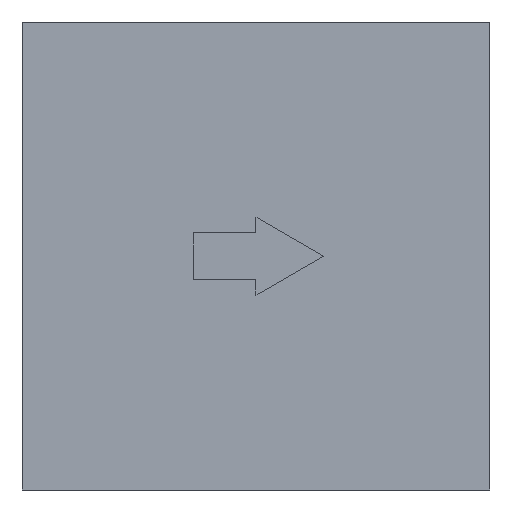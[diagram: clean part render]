
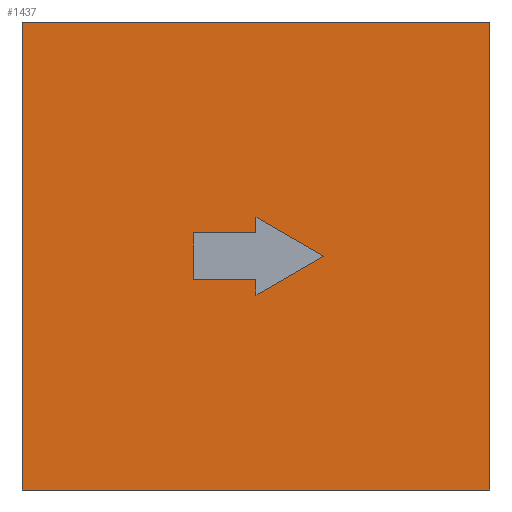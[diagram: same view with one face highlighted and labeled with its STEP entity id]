
A CAD part, left-side view. The second image highlights one B-rep face of the part: STEP entity #1437.
In plain terms, the highlighted planar face has unit normal (-1, 0, 0).
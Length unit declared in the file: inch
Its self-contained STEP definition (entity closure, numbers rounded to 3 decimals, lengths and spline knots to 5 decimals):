
#46 = ORIENTED_EDGE ( 'NONE', *, *, #1890, .F. ) ;
#73 = PLANE ( 'NONE',  #2757 ) ;
#84 = LINE ( 'NONE', #1728, #2118 ) ;
#92 = ORIENTED_EDGE ( 'NONE', *, *, #219, .F. ) ;
#94 = VECTOR ( 'NONE', #1972, 39.37008 ) ;
#115 = LINE ( 'NONE', #1258, #336 ) ;
#138 = CARTESIAN_POINT ( 'NONE',  ( -6.75, 0., -1.5 ) ) ;
#150 = ORIENTED_EDGE ( 'NONE', *, *, #1616, .F. ) ;
#219 = EDGE_CURVE ( 'NONE', #2662, #1625, #115, .T. ) ;
#326 = DIRECTION ( 'NONE',  ( 0., 0., -1. ) ) ;
#336 = VECTOR ( 'NONE', #326, 39.37008 ) ;
#346 = CARTESIAN_POINT ( 'NONE',  ( -6.75, 0.75, -0.825 ) ) ;
#379 = EDGE_CURVE ( 'NONE', #2679, #2420, #2610, .T. ) ;
#386 = ORIENTED_EDGE ( 'NONE', *, *, #1694, .F. ) ;
#460 = ORIENTED_EDGE ( 'NONE', *, *, #2301, .F. ) ;
#473 = VECTOR ( 'NONE', #2460, 39.37008 ) ;
#488 = CARTESIAN_POINT ( 'NONE',  ( -6.75, 0.53349, -0.75 ) ) ;
#539 = CARTESIAN_POINT ( 'NONE',  ( -6.75, 1.5, 0. ) ) ;
#550 = ORIENTED_EDGE ( 'NONE', *, *, #871, .F. ) ;
#582 = CARTESIAN_POINT ( 'NONE',  ( -6.75, 0., 0. ) ) ;
#671 = VECTOR ( 'NONE', #1081, 39.37008 ) ;
#763 = VERTEX_POINT ( 'NONE', #1227 ) ;
#797 = CARTESIAN_POINT ( 'NONE',  ( -6.75, 1.5, 0. ) ) ;
#844 = ORIENTED_EDGE ( 'NONE', *, *, #1457, .F. ) ;
#848 = LINE ( 'NONE', #2495, #2771 ) ;
#871 = EDGE_CURVE ( 'NONE', #2799, #1743, #848, .T. ) ;
#929 = VERTEX_POINT ( 'NONE', #2364 ) ;
#968 = CARTESIAN_POINT ( 'NONE',  ( -6.75, 0.95, -0.675 ) ) ;
#1081 = DIRECTION ( 'NONE',  ( 0., -1., 0. ) ) ;
#1141 = EDGE_LOOP ( 'NONE', ( #1402, #460, #844, #92 ) ) ;
#1146 = EDGE_CURVE ( 'NONE', #1837, #2934, #2647, .T. ) ;
#1161 = VERTEX_POINT ( 'NONE', #797 ) ;
#1170 = ORIENTED_EDGE ( 'NONE', *, *, #1865, .F. ) ;
#1227 = CARTESIAN_POINT ( 'NONE',  ( -6.75, 1.5, -1.5 ) ) ;
#1258 = CARTESIAN_POINT ( 'NONE',  ( -6.75, 0., 0. ) ) ;
#1299 = LINE ( 'NONE', #2061, #671 ) ;
#1384 = CARTESIAN_POINT ( 'NONE',  ( -6.75, 0.95, -0.825 ) ) ;
#1399 = DIRECTION ( 'NONE',  ( 0., 0., -1. ) ) ;
#1402 = ORIENTED_EDGE ( 'NONE', *, *, #2811, .F. ) ;
#1437 = ADVANCED_FACE ( 'NONE', ( #2428, #2194 ), #73, .T. ) ;
#1457 = EDGE_CURVE ( 'NONE', #1625, #763, #2239, .T. ) ;
#1502 = LINE ( 'NONE', #539, #2057 ) ;
#1616 = EDGE_CURVE ( 'NONE', #929, #1837, #84, .T. ) ;
#1617 = LINE ( 'NONE', #2822, #2817 ) ;
#1625 = VERTEX_POINT ( 'NONE', #2640 ) ;
#1631 = LINE ( 'NONE', #1384, #1976 ) ;
#1694 = EDGE_CURVE ( 'NONE', #2420, #929, #2233, .T. ) ;
#1728 = CARTESIAN_POINT ( 'NONE',  ( -6.75, 0.75, -0.675 ) ) ;
#1743 = VERTEX_POINT ( 'NONE', #346 ) ;
#1789 = DIRECTION ( 'NONE',  ( 0., 0.866, 0.5 ) ) ;
#1833 = CARTESIAN_POINT ( 'NONE',  ( -6.75, 0.75, -0.675 ) ) ;
#1837 = VERTEX_POINT ( 'NONE', #1833 ) ;
#1865 = EDGE_CURVE ( 'NONE', #1743, #2679, #1617, .T. ) ;
#1890 = EDGE_CURVE ( 'NONE', #2934, #2799, #1631, .T. ) ;
#1913 = EDGE_LOOP ( 'NONE', ( #150, #386, #2582, #1170, #550, #46, #2277 ) ) ;
#1962 = CARTESIAN_POINT ( 'NONE',  ( -6.75, 1.5, 0. ) ) ;
#1972 = DIRECTION ( 'NONE',  ( 0., -0.866, 0.5 ) ) ;
#1976 = VECTOR ( 'NONE', #1399, 39.37008 ) ;
#2057 = VECTOR ( 'NONE', #2179, 39.37008 ) ;
#2061 = CARTESIAN_POINT ( 'NONE',  ( -6.75, 0., 0. ) ) ;
#2118 = VECTOR ( 'NONE', #2688, 39.37008 ) ;
#2179 = DIRECTION ( 'NONE',  ( 0., 0., 1. ) ) ;
#2194 = FACE_BOUND ( 'NONE', #1913, .T. ) ;
#2221 = CARTESIAN_POINT ( 'NONE',  ( -6.75, 0.75, -0.875 ) ) ;
#2233 = LINE ( 'NONE', #2512, #2271 ) ;
#2239 = LINE ( 'NONE', #138, #473 ) ;
#2271 = VECTOR ( 'NONE', #1789, 39.37008 ) ;
#2277 = ORIENTED_EDGE ( 'NONE', *, *, #1146, .F. ) ;
#2301 = EDGE_CURVE ( 'NONE', #763, #1161, #1502, .T. ) ;
#2364 = CARTESIAN_POINT ( 'NONE',  ( -6.75, 0.75, -0.625 ) ) ;
#2420 = VERTEX_POINT ( 'NONE', #2980 ) ;
#2428 = FACE_OUTER_BOUND ( 'NONE', #1141, .T. ) ;
#2460 = DIRECTION ( 'NONE',  ( 0., 1., 0. ) ) ;
#2495 = CARTESIAN_POINT ( 'NONE',  ( -6.75, 0.75, -0.825 ) ) ;
#2512 = CARTESIAN_POINT ( 'NONE',  ( -6.75, 0.75, -0.625 ) ) ;
#2582 = ORIENTED_EDGE ( 'NONE', *, *, #379, .F. ) ;
#2610 = LINE ( 'NONE', #488, #94 ) ;
#2640 = CARTESIAN_POINT ( 'NONE',  ( -6.75, 0., -1.5 ) ) ;
#2647 = LINE ( 'NONE', #2913, #2949 ) ;
#2662 = VERTEX_POINT ( 'NONE', #582 ) ;
#2679 = VERTEX_POINT ( 'NONE', #2221 ) ;
#2688 = DIRECTION ( 'NONE',  ( 0., 0., -1. ) ) ;
#2724 = DIRECTION ( 'NONE',  ( 0., 0., 1. ) ) ;
#2757 = AXIS2_PLACEMENT_3D ( 'NONE', #1962, #2937, #2724 ) ;
#2771 = VECTOR ( 'NONE', #2773, 39.37008 ) ;
#2773 = DIRECTION ( 'NONE',  ( 0., -1., 0. ) ) ;
#2799 = VERTEX_POINT ( 'NONE', #2963 ) ;
#2811 = EDGE_CURVE ( 'NONE', #1161, #2662, #1299, .T. ) ;
#2817 = VECTOR ( 'NONE', #2834, 39.37008 ) ;
#2822 = CARTESIAN_POINT ( 'NONE',  ( -6.75, 0.75, -0.875 ) ) ;
#2834 = DIRECTION ( 'NONE',  ( 0., 0., -1. ) ) ;
#2894 = DIRECTION ( 'NONE',  ( 0., 1., 0. ) ) ;
#2913 = CARTESIAN_POINT ( 'NONE',  ( -6.75, 0.95, -0.675 ) ) ;
#2934 = VERTEX_POINT ( 'NONE', #968 ) ;
#2937 = DIRECTION ( 'NONE',  ( -1., 0., 0. ) ) ;
#2949 = VECTOR ( 'NONE', #2894, 39.37008 ) ;
#2963 = CARTESIAN_POINT ( 'NONE',  ( -6.75, 0.95, -0.825 ) ) ;
#2980 = CARTESIAN_POINT ( 'NONE',  ( -6.75, 0.53349, -0.75 ) ) ;
